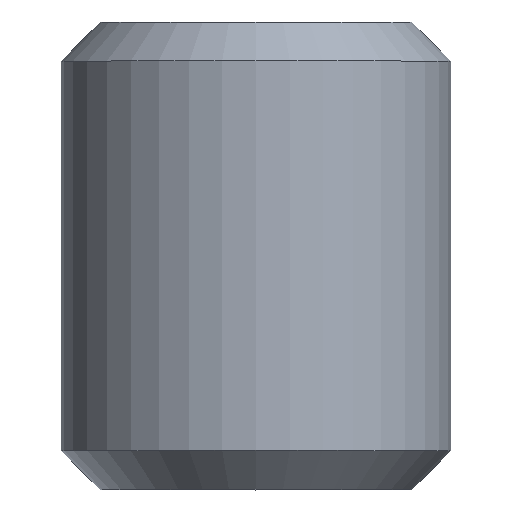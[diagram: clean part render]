
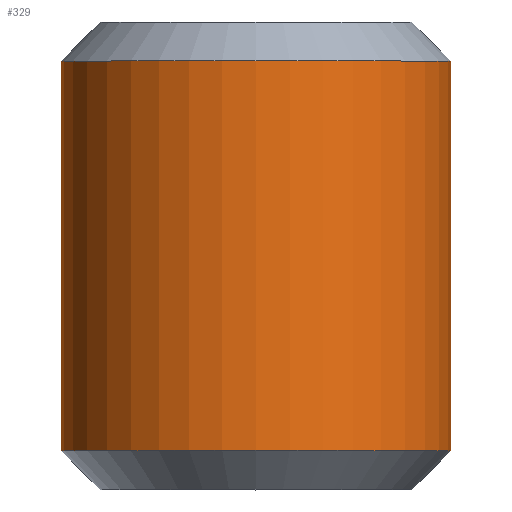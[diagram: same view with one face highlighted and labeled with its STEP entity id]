
A CAD part, top view. The second image highlights one B-rep face of the part: STEP entity #329.
In plain terms, the highlighted cylindrical face has radius 2.5 mm (diameter 5 mm), a full revolution.
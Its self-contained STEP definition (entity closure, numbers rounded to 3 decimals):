
#31 = EDGE_LOOP ( 'NONE', ( #417 ) ) ;
#37 = DIRECTION ( 'NONE',  ( 0., 0., -1. ) ) ;
#100 = ORIENTED_EDGE ( 'NONE', *, *, #501, .T. ) ;
#118 = FACE_OUTER_BOUND ( 'NONE', #31, .T. ) ;
#121 = DIRECTION ( 'NONE',  ( 0., -1., 0. ) ) ;
#133 = CARTESIAN_POINT ( 'NONE',  ( 0., 5.5, 0. ) ) ;
#196 = FACE_OUTER_BOUND ( 'NONE', #512, .T. ) ;
#215 = EDGE_CURVE ( 'NONE', #230, #230, #414, .T. ) ;
#230 = VERTEX_POINT ( 'NONE', #518 ) ;
#242 = AXIS2_PLACEMENT_3D ( 'NONE', #133, #500, #460 ) ;
#267 = DIRECTION ( 'NONE',  ( 0., 0., 1. ) ) ;
#310 = AXIS2_PLACEMENT_3D ( 'NONE', #403, #121, #37 ) ;
#329 = ADVANCED_FACE ( 'NONE', ( #118, #196 ), #445, .T. ) ;
#344 = CARTESIAN_POINT ( 'NONE',  ( 0., 0.5, 0. ) ) ;
#376 = CIRCLE ( 'NONE', #242, 2.5 ) ;
#403 = CARTESIAN_POINT ( 'NONE',  ( 0., 6., 0. ) ) ;
#414 = CIRCLE ( 'NONE', #487, 2.5 ) ;
#417 = ORIENTED_EDGE ( 'NONE', *, *, #215, .T. ) ;
#445 = CYLINDRICAL_SURFACE ( 'NONE', #310, 2.5 ) ;
#460 = DIRECTION ( 'NONE',  ( 0., 0., 1. ) ) ;
#471 = CARTESIAN_POINT ( 'NONE',  ( 0., 5.5, 2.5 ) ) ;
#482 = DIRECTION ( 'NONE',  ( 0., 1., 0. ) ) ;
#486 = VERTEX_POINT ( 'NONE', #471 ) ;
#487 = AXIS2_PLACEMENT_3D ( 'NONE', #344, #482, #267 ) ;
#500 = DIRECTION ( 'NONE',  ( 0., -1., 0. ) ) ;
#501 = EDGE_CURVE ( 'NONE', #486, #486, #376, .T. ) ;
#512 = EDGE_LOOP ( 'NONE', ( #100 ) ) ;
#518 = CARTESIAN_POINT ( 'NONE',  ( 0., 0.5, 2.5 ) ) ;
